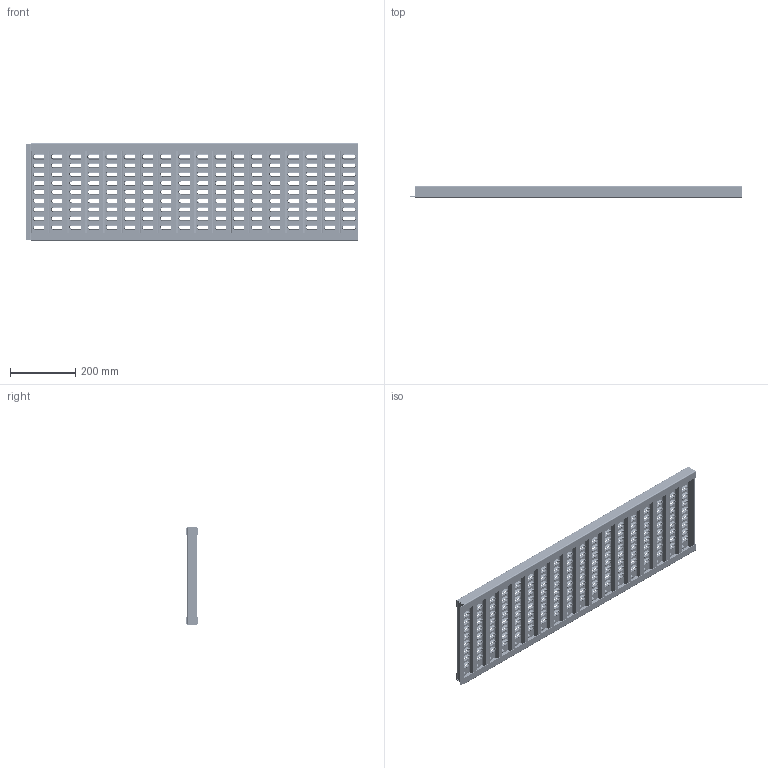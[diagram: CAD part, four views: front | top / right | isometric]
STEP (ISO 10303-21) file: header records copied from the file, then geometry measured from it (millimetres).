
FILE_DESCRIPTION(/* description */ (''),/* implementation_level */ '2;1');
FILE_NAME(/* name */ '4009003016608 Schlitzlochabdeckung Kartoffel.stp',/* time_stamp */ '2015-05-29T07:38:41+02:00',/* author */ ('dpurucker'),/* organization */ (''),/* preprocessor_version */ 'ST-DEVELOPER v15.6',/* originating_system */ 'Autodesk Inventor 2015',/* authorisation */ '');
FILE_SCHEMA (('AUTOMOTIVE_DESIGN { 1 0 10303 214 3 1 1 }'));
Length unit declared in the file: millimetre
Products named in the file (4): Schlitzlochabdeckung für Kartoffel; Randeinfassung; DIN EN ISO 7046-2 H - M6x10 - 8.8 - H1; Belüftungsrost
Bounding box: 1014.75 x 34.5 x 299 mm (x, y, z)
Volume: 1593583.4 mm3; surface area: 1733726.3 mm2
Topology: 28 solids, 28 shells, 4202 faces, 9142 edges, 5030 vertices
Faces by surface type: plane 1554, cylinder 1212, cone 748, torus 688
Full cylindrical faces by diameter (mm): 4.2 x36, 6 x8, 8.2 x36, 11.3 x8
Entity records: 7607 total; most frequent: DIRECTION 1438, CARTESIAN_POINT 1221, ORIENTED_EDGE 1162, EDGE_CURVE 579, AXIS2_PLACEMENT_3D 548, LINE 342, VECTOR 342, EDGE_LOOP 338
